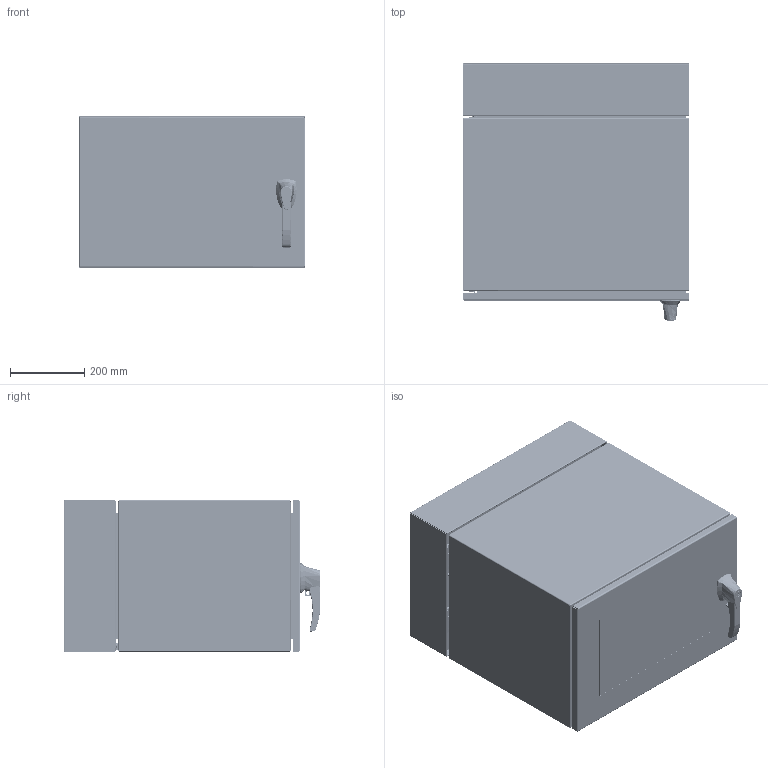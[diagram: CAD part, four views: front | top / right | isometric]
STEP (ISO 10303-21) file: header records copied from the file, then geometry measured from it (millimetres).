
FILE_DESCRIPTION (( 'STEP AP203' ), '1' );
FILE_NAME ('EN4DH162424WLG.step', '2020-11-12T18:19:36', ( 'ADC123' ), ( 'Microsoft' ), 'SwSTEP 2.0', 'SolidWorks 2019', '' );
FILE_SCHEMA (( 'CONFIG_CONTROL_DESIGN' ));
Products named in the file (1): EN4DH162424WLG
Bounding box: 609.61 x 689.81 x 406.41 mm (x, y, z)
Volume: 5519211.4 mm3; surface area: 4931518 mm2
Topology: 216 solids, 216 shells, 4046 faces, 9342 edges, 5912 vertices
Faces by surface type: plane 2253, cylinder 1003, cone 396, bspline 392, torus 2
Full cylindrical faces by diameter (mm): 2.464 x2, 3.175 x12, 3.307 x18, 3.81 x2, 4 x2, 4.064 x2, 4.166 x16, 4.216 x2, 4.318 x2, 4.394 x6, 4.496 x42, 4.75 x12, 4.77 x12, 4.775 x2, 4.826 x2, 4.92 x12, 4.928 x2, 4.976 x21, 5 x4, 5.08 x2, 5.105 x1, 5.69 x3, 5.74 x16, 5.893 x1, 5.918 x1, 5.994 x10, 6 x28, 6.02 x12, 6.35 x71, 6.411 x1
Entity records: 136267 total; most frequent: CARTESIAN_POINT 49965, ORIENTED_EDGE 17116, DIRECTION 16605, EDGE_CURVE 8558, AXIS2_PLACEMENT_3D 6028, VERTEX_POINT 5791, EDGE_LOOP 5407, FACE_OUTER_BOUND 4605
